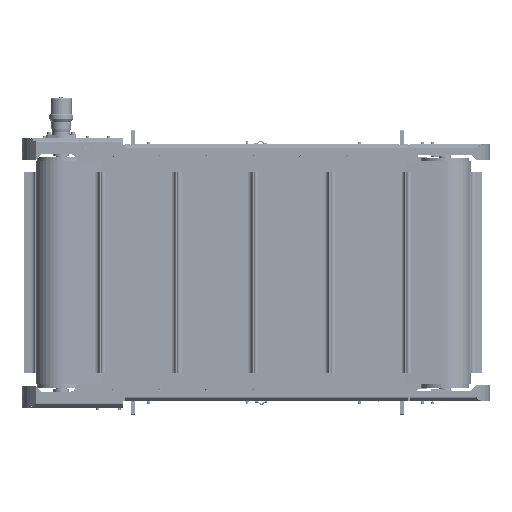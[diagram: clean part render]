
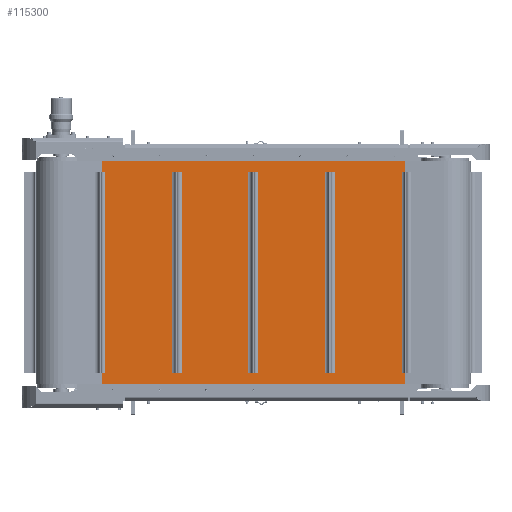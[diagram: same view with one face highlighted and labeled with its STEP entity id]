
A CAD part, left-side view. The second image highlights one B-rep face of the part: STEP entity #115300.
In plain terms, the highlighted planar face has unit normal (-1, 0, 0).
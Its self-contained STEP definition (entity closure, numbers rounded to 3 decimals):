
#2050=FACE_BOUND('',#21669,.T.);
#2051=FACE_BOUND('',#21670,.T.);
#2052=FACE_BOUND('',#21671,.T.);
#6993=PLANE('',#125499);
#14539=FACE_OUTER_BOUND('',#21668,.T.);
#21668=EDGE_LOOP('',(#101917,#101918,#101919,#101920,#101921,#101922,#101923,
#101924,#101925,#101926,#101927,#101928));
#21669=EDGE_LOOP('',(#101929,#101930,#101931,#101932));
#21670=EDGE_LOOP('',(#101933,#101934,#101935,#101936));
#21671=EDGE_LOOP('',(#101937,#101938,#101939,#101940));
#31177=LINE('',#198132,#40783);
#31183=LINE('',#198148,#40789);
#31196=LINE('',#198177,#40802);
#31198=LINE('',#198182,#40804);
#31202=LINE('',#198189,#40808);
#31203=LINE('',#198193,#40809);
#31207=LINE('',#198201,#40813);
#31220=LINE('',#198235,#40826);
#31222=LINE('',#198238,#40828);
#31223=LINE('',#198242,#40829);
#31227=LINE('',#198250,#40833);
#31240=LINE('',#198284,#40846);
#31242=LINE('',#198287,#40848);
#31243=LINE('',#198291,#40849);
#31247=LINE('',#198299,#40853);
#31260=LINE('',#198333,#40866);
#31262=LINE('',#198336,#40868);
#31263=LINE('',#198340,#40869);
#31281=LINE('',#198385,#40887);
#31284=LINE('',#198389,#40890);
#31285=LINE('',#198392,#40891);
#31286=LINE('',#198393,#40892);
#31287=LINE('',#198395,#40893);
#31288=LINE('',#198396,#40894);
#40783=VECTOR('',#154922,10.);
#40789=VECTOR('',#154934,10.);
#40802=VECTOR('',#154963,10.);
#40804=VECTOR('',#154969,10.);
#40808=VECTOR('',#154973,10.);
#40809=VECTOR('',#154976,10.);
#40813=VECTOR('',#154982,10.);
#40826=VECTOR('',#155015,10.);
#40828=VECTOR('',#155019,10.);
#40829=VECTOR('',#155022,10.);
#40833=VECTOR('',#155028,10.);
#40846=VECTOR('',#155061,10.);
#40848=VECTOR('',#155065,10.);
#40849=VECTOR('',#155068,10.);
#40853=VECTOR('',#155074,10.);
#40866=VECTOR('',#155107,10.);
#40868=VECTOR('',#155111,10.);
#40869=VECTOR('',#155114,10.);
#40887=VECTOR('',#155154,10.);
#40890=VECTOR('',#155159,10.);
#40891=VECTOR('',#155162,10.);
#40892=VECTOR('',#155163,10.);
#40893=VECTOR('',#155164,10.);
#40894=VECTOR('',#155165,10.);
#55034=VERTEX_POINT('',#198128);
#55036=VERTEX_POINT('',#198131);
#55043=VERTEX_POINT('',#198147);
#55051=VERTEX_POINT('',#198174);
#55052=VERTEX_POINT('',#198181);
#55055=VERTEX_POINT('',#198187);
#55056=VERTEX_POINT('',#198191);
#55057=VERTEX_POINT('',#198192);
#55060=VERTEX_POINT('',#198200);
#55071=VERTEX_POINT('',#198234);
#55072=VERTEX_POINT('',#198240);
#55073=VERTEX_POINT('',#198241);
#55076=VERTEX_POINT('',#198249);
#55087=VERTEX_POINT('',#198283);
#55088=VERTEX_POINT('',#198289);
#55089=VERTEX_POINT('',#198290);
#55092=VERTEX_POINT('',#198298);
#55103=VERTEX_POINT('',#198332);
#55104=VERTEX_POINT('',#198338);
#55105=VERTEX_POINT('',#198339);
#55120=VERTEX_POINT('',#198383);
#55121=VERTEX_POINT('',#198384);
#55122=VERTEX_POINT('',#198391);
#55123=VERTEX_POINT('',#198394);
#70661=EDGE_CURVE('',#55036,#55034,#31177,.T.);
#70669=EDGE_CURVE('',#55043,#55036,#31183,.T.);
#70684=EDGE_CURVE('',#55051,#55043,#31196,.T.);
#70686=EDGE_CURVE('',#55052,#55051,#31198,.T.);
#70690=EDGE_CURVE('',#55034,#55055,#31202,.T.);
#70691=EDGE_CURVE('',#55056,#55057,#31203,.T.);
#70695=EDGE_CURVE('',#55060,#55056,#31207,.T.);
#70712=EDGE_CURVE('',#55071,#55060,#31220,.T.);
#70714=EDGE_CURVE('',#55057,#55071,#31222,.T.);
#70715=EDGE_CURVE('',#55072,#55073,#31223,.T.);
#70719=EDGE_CURVE('',#55076,#55072,#31227,.T.);
#70736=EDGE_CURVE('',#55087,#55076,#31240,.T.);
#70738=EDGE_CURVE('',#55073,#55087,#31242,.T.);
#70739=EDGE_CURVE('',#55088,#55089,#31243,.T.);
#70743=EDGE_CURVE('',#55092,#55088,#31247,.T.);
#70760=EDGE_CURVE('',#55103,#55092,#31260,.T.);
#70762=EDGE_CURVE('',#55089,#55103,#31262,.T.);
#70763=EDGE_CURVE('',#55104,#55105,#31263,.T.);
#70785=EDGE_CURVE('',#55120,#55121,#31281,.T.);
#70788=EDGE_CURVE('',#55105,#55120,#31284,.T.);
#70789=EDGE_CURVE('',#55122,#55055,#31285,.T.);
#70790=EDGE_CURVE('',#55122,#55104,#31286,.T.);
#70791=EDGE_CURVE('',#55121,#55123,#31287,.T.);
#70792=EDGE_CURVE('',#55052,#55123,#31288,.T.);
#101917=ORIENTED_EDGE('',*,*,#70661,.T.);
#101918=ORIENTED_EDGE('',*,*,#70690,.T.);
#101919=ORIENTED_EDGE('',*,*,#70789,.F.);
#101920=ORIENTED_EDGE('',*,*,#70790,.T.);
#101921=ORIENTED_EDGE('',*,*,#70763,.T.);
#101922=ORIENTED_EDGE('',*,*,#70788,.T.);
#101923=ORIENTED_EDGE('',*,*,#70785,.T.);
#101924=ORIENTED_EDGE('',*,*,#70791,.T.);
#101925=ORIENTED_EDGE('',*,*,#70792,.F.);
#101926=ORIENTED_EDGE('',*,*,#70686,.T.);
#101927=ORIENTED_EDGE('',*,*,#70684,.T.);
#101928=ORIENTED_EDGE('',*,*,#70669,.T.);
#101929=ORIENTED_EDGE('',*,*,#70695,.T.);
#101930=ORIENTED_EDGE('',*,*,#70691,.T.);
#101931=ORIENTED_EDGE('',*,*,#70714,.T.);
#101932=ORIENTED_EDGE('',*,*,#70712,.T.);
#101933=ORIENTED_EDGE('',*,*,#70719,.T.);
#101934=ORIENTED_EDGE('',*,*,#70715,.T.);
#101935=ORIENTED_EDGE('',*,*,#70738,.T.);
#101936=ORIENTED_EDGE('',*,*,#70736,.T.);
#101937=ORIENTED_EDGE('',*,*,#70743,.T.);
#101938=ORIENTED_EDGE('',*,*,#70739,.T.);
#101939=ORIENTED_EDGE('',*,*,#70762,.T.);
#101940=ORIENTED_EDGE('',*,*,#70760,.T.);
#115300=ADVANCED_FACE('',(#14539,#2050,#2051,#2052),#6993,.T.);
#125499=AXIS2_PLACEMENT_3D('',#198390,#155160,#155161);
#154922=DIRECTION('',(0.,-1.,0.));
#154934=DIRECTION('',(0.,0.,1.));
#154963=DIRECTION('',(0.,1.,0.));
#154969=DIRECTION('',(0.,0.,1.));
#154973=DIRECTION('',(0.,0.,1.));
#154976=DIRECTION('',(0.,0.,1.));
#154982=DIRECTION('',(0.,1.,0.));
#155015=DIRECTION('',(0.,0.,-1.));
#155019=DIRECTION('',(0.,-1.,0.));
#155022=DIRECTION('',(0.,0.,1.));
#155028=DIRECTION('',(0.,1.,0.));
#155061=DIRECTION('',(0.,0.,-1.));
#155065=DIRECTION('',(0.,-1.,0.));
#155068=DIRECTION('',(0.,0.,1.));
#155074=DIRECTION('',(0.,1.,0.));
#155107=DIRECTION('',(0.,0.,-1.));
#155111=DIRECTION('',(0.,-1.,0.));
#155114=DIRECTION('',(0.,-1.,0.));
#155154=DIRECTION('',(0.,1.,0.));
#155159=DIRECTION('',(0.,0.,-1.));
#155160=DIRECTION('center_axis',(-1.,0.,0.));
#155161=DIRECTION('ref_axis',(0.,-1.,0.));
#155162=DIRECTION('',(0.,-1.,0.));
#155163=DIRECTION('',(0.,0.,-1.));
#155164=DIRECTION('',(0.,0.,-1.));
#155165=DIRECTION('',(0.,1.,0.));
#198128=CARTESIAN_POINT('',(-201.85,-701.513,450.));
#198131=CARTESIAN_POINT('',(-201.85,-686.579,450.));
#198132=CARTESIAN_POINT('',(-201.85,-25.588,450.));
#198147=CARTESIAN_POINT('',(-201.85,-686.579,-450.));
#198148=CARTESIAN_POINT('',(-201.85,-686.579,0.));
#198174=CARTESIAN_POINT('',(-201.85,-701.513,-450.));
#198177=CARTESIAN_POINT('',(-201.85,-25.588,-450.));
#198181=CARTESIAN_POINT('',(-201.85,-701.513,-500.));
#198182=CARTESIAN_POINT('',(-201.85,-701.513,0.));
#198187=CARTESIAN_POINT('',(-201.85,-701.513,500.));
#198189=CARTESIAN_POINT('',(-201.85,-701.513,0.));
#198191=CARTESIAN_POINT('',(-201.85,-343.566,-450.));
#198192=CARTESIAN_POINT('',(-201.85,-343.566,450.));
#198193=CARTESIAN_POINT('',(-201.85,-343.566,0.));
#198200=CARTESIAN_POINT('',(-201.85,-387.566,-450.));
#198201=CARTESIAN_POINT('',(-201.85,145.974,-450.));
#198234=CARTESIAN_POINT('',(-201.85,-387.566,450.));
#198235=CARTESIAN_POINT('',(-201.85,-387.566,0.));
#198238=CARTESIAN_POINT('',(-201.85,145.974,450.));
#198240=CARTESIAN_POINT('',(-201.85,-0.136,-450.));
#198241=CARTESIAN_POINT('',(-201.85,-0.136,450.));
#198242=CARTESIAN_POINT('',(-201.85,-0.136,0.));
#198249=CARTESIAN_POINT('',(-201.85,-44.136,-450.));
#198250=CARTESIAN_POINT('',(-201.85,317.689,-450.));
#198283=CARTESIAN_POINT('',(-201.85,-44.136,450.));
#198284=CARTESIAN_POINT('',(-201.85,-44.136,0.));
#198287=CARTESIAN_POINT('',(-201.85,317.689,450.));
#198289=CARTESIAN_POINT('',(-201.85,343.294,-450.));
#198290=CARTESIAN_POINT('',(-201.85,343.294,450.));
#198291=CARTESIAN_POINT('',(-201.85,343.294,0.));
#198298=CARTESIAN_POINT('',(-201.85,299.294,-450.));
#198299=CARTESIAN_POINT('',(-201.85,489.404,-450.));
#198332=CARTESIAN_POINT('',(-201.85,299.294,450.));
#198333=CARTESIAN_POINT('',(-201.85,299.294,0.));
#198336=CARTESIAN_POINT('',(-201.85,489.404,450.));
#198338=CARTESIAN_POINT('',(-201.85,657.513,450.));
#198339=CARTESIAN_POINT('',(-201.85,642.306,450.));
#198340=CARTESIAN_POINT('',(-201.85,660.966,450.));
#198383=CARTESIAN_POINT('',(-201.85,642.306,-450.));
#198384=CARTESIAN_POINT('',(-201.85,657.513,-450.));
#198385=CARTESIAN_POINT('',(-201.85,660.966,-450.));
#198389=CARTESIAN_POINT('',(-201.85,642.306,0.));
#198390=CARTESIAN_POINT('Origin',(-201.85,657.513,0.));
#198391=CARTESIAN_POINT('',(-201.85,657.513,500.));
#198392=CARTESIAN_POINT('',(-201.85,657.513,500.));
#198393=CARTESIAN_POINT('',(-201.85,657.513,0.));
#198394=CARTESIAN_POINT('',(-201.85,657.513,-500.));
#198395=CARTESIAN_POINT('',(-201.85,657.513,0.));
#198396=CARTESIAN_POINT('',(-201.85,657.513,-500.));
